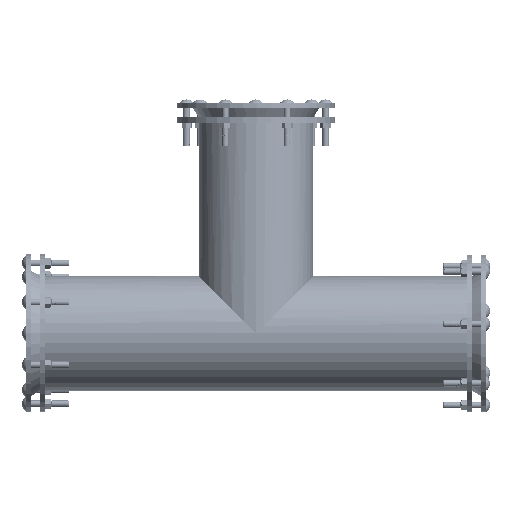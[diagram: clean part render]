
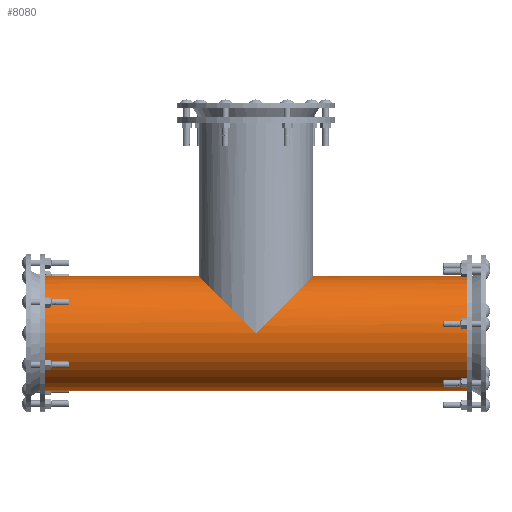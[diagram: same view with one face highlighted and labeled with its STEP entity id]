
A CAD part, front view. The second image highlights one B-rep face of the part: STEP entity #8080.
In plain terms, the highlighted cylindrical face has radius 84.201 mm (diameter 168.402 mm), a partial arc.
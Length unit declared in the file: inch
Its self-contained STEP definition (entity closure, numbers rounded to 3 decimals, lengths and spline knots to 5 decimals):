
#348 = CARTESIAN_POINT ( 'NONE',  ( 13., -3.315, 0. ) ) ;
#478 = AXIS2_PLACEMENT_3D ( 'NONE', #4017, #9006, #12622 ) ;
#499 = FACE_OUTER_BOUND ( 'NONE', #6686, .T. ) ;
#561 = EDGE_CURVE ( 'NONE', #5166, #15438, #14308, .T. ) ;
#879 = DIRECTION ( 'NONE',  ( 0., 0., 1. ) ) ;
#976 = DIRECTION ( 'NONE',  ( -1., 0., 0. ) ) ;
#1245 = EDGE_CURVE ( 'NONE', #14896, #5625, #3541, .T. ) ;
#1398 = DIRECTION ( 'NONE',  ( 0., 0., 1. ) ) ;
#1607 = VERTEX_POINT ( 'NONE', #5583 ) ;
#2226 = CARTESIAN_POINT ( 'NONE',  ( 16.315, -1.94188, 3.315 ) ) ;
#2656 = CARTESIAN_POINT ( 'NONE',  ( 0.5, 0., -3.315 ) ) ;
#2949 = EDGE_CURVE ( 'NONE', #5625, #15438, #12568, .T. ) ;
#3407 = EDGE_CURVE ( 'NONE', #13248, #5166, #4558, .T. ) ;
#3421 = EDGE_CURVE ( 'NONE', #4902, #1607, #10817, .T. ) ;
#3541 =( BOUNDED_CURVE ( )  B_SPLINE_CURVE ( 3, ( #348, #9879, #14689, #8692 ),
 .UNSPECIFIED., .F., .T. ) 
 B_SPLINE_CURVE_WITH_KNOTS ( ( 4, 4 ),
 ( 4.71239, 6.28319 ),
 .UNSPECIFIED. ) 
 CURVE ( )  GEOMETRIC_REPRESENTATION_ITEM ( )  RATIONAL_B_SPLINE_CURVE ( ( 1., 0.805, 0.805, 1. ) ) 
 REPRESENTATION_ITEM ( '' )  );
#4017 = CARTESIAN_POINT ( 'NONE',  ( 0., 0., 0. ) ) ;
#4558 = LINE ( 'NONE', #9400, #6517 ) ;
#4902 = VERTEX_POINT ( 'NONE', #5905 ) ;
#5166 = VERTEX_POINT ( 'NONE', #2656 ) ;
#5188 = ORIENTED_EDGE ( 'NONE', *, *, #7662, .T. ) ;
#5355 = CYLINDRICAL_SURFACE ( 'NONE', #478, 3.315 ) ;
#5414 = ORIENTED_EDGE ( 'NONE', *, *, #3421, .T. ) ;
#5583 = CARTESIAN_POINT ( 'NONE',  ( 16.315, 0., 3.315 ) ) ;
#5625 = VERTEX_POINT ( 'NONE', #10338 ) ;
#5905 = CARTESIAN_POINT ( 'NONE',  ( 25.5, 0., 3.315 ) ) ;
#5929 = CARTESIAN_POINT ( 'NONE',  ( 0.5, 0., 3.315 ) ) ;
#6517 = VECTOR ( 'NONE', #12938, 39.37008 ) ;
#6645 = DIRECTION ( 'NONE',  ( -1., 0., 0. ) ) ;
#6686 = EDGE_LOOP ( 'NONE', ( #7066, #14412, #5414, #5188, #8562, #13908, #10615 ) ) ;
#7000 = CARTESIAN_POINT ( 'NONE',  ( 14.94188, -3.315, 1.94188 ) ) ;
#7016 = CARTESIAN_POINT ( 'NONE',  ( 0., 0., 3.315 ) ) ;
#7066 = ORIENTED_EDGE ( 'NONE', *, *, #3407, .F. ) ;
#7068 = AXIS2_PLACEMENT_3D ( 'NONE', #13953, #9379, #879 ) ;
#7076 = CARTESIAN_POINT ( 'NONE',  ( 13., -3.315, 0. ) ) ;
#7662 = EDGE_CURVE ( 'NONE', #1607, #14896, #10948, .T. ) ;
#7786 = VECTOR ( 'NONE', #976, 39.37008 ) ;
#8080 = ADVANCED_FACE ( 'NONE', ( #499 ), #5355, .T. ) ;
#8443 = EDGE_CURVE ( 'NONE', #13248, #4902, #13888, .T. ) ;
#8562 = ORIENTED_EDGE ( 'NONE', *, *, #1245, .T. ) ;
#8692 = CARTESIAN_POINT ( 'NONE',  ( 9.685, 0., 3.315 ) ) ;
#9006 = DIRECTION ( 'NONE',  ( -1., 0., 0. ) ) ;
#9379 = DIRECTION ( 'NONE',  ( -1., 0., 0. ) ) ;
#9400 = CARTESIAN_POINT ( 'NONE',  ( 0., 0., -3.315 ) ) ;
#9525 = AXIS2_PLACEMENT_3D ( 'NONE', #9898, #11149, #1398 ) ;
#9879 = CARTESIAN_POINT ( 'NONE',  ( 11.05812, -3.315, 1.94188 ) ) ;
#9898 = CARTESIAN_POINT ( 'NONE',  ( 0.5, 0., 0. ) ) ;
#10338 = CARTESIAN_POINT ( 'NONE',  ( 9.685, 0., 3.315 ) ) ;
#10615 = ORIENTED_EDGE ( 'NONE', *, *, #561, .F. ) ;
#10817 = LINE ( 'NONE', #7016, #7786 ) ;
#10948 =( BOUNDED_CURVE ( )  B_SPLINE_CURVE ( 3, ( #13069, #2226, #7000, #7076 ),
 .UNSPECIFIED., .F., .T. ) 
 B_SPLINE_CURVE_WITH_KNOTS ( ( 4, 4 ),
 ( 3.14159, 4.71239 ),
 .UNSPECIFIED. ) 
 CURVE ( )  GEOMETRIC_REPRESENTATION_ITEM ( )  RATIONAL_B_SPLINE_CURVE ( ( 1., 0.805, 0.805, 1. ) ) 
 REPRESENTATION_ITEM ( '' )  );
#11149 = DIRECTION ( 'NONE',  ( -1., 0., 0. ) ) ;
#11395 = CARTESIAN_POINT ( 'NONE',  ( 0., 0., 3.315 ) ) ;
#11575 = VECTOR ( 'NONE', #6645, 39.37008 ) ;
#12568 = LINE ( 'NONE', #11395, #11575 ) ;
#12622 = DIRECTION ( 'NONE',  ( 0., 0., 1. ) ) ;
#12736 = CARTESIAN_POINT ( 'NONE',  ( 25.5, 0., -3.315 ) ) ;
#12938 = DIRECTION ( 'NONE',  ( -1., 0., 0. ) ) ;
#13069 = CARTESIAN_POINT ( 'NONE',  ( 16.315, 0., 3.315 ) ) ;
#13248 = VERTEX_POINT ( 'NONE', #12736 ) ;
#13888 = CIRCLE ( 'NONE', #7068, 3.315 ) ;
#13908 = ORIENTED_EDGE ( 'NONE', *, *, #2949, .T. ) ;
#13953 = CARTESIAN_POINT ( 'NONE',  ( 25.5, 0., 0. ) ) ;
#14016 = CARTESIAN_POINT ( 'NONE',  ( 13., -3.315, 0. ) ) ;
#14308 = CIRCLE ( 'NONE', #9525, 3.315 ) ;
#14412 = ORIENTED_EDGE ( 'NONE', *, *, #8443, .T. ) ;
#14689 = CARTESIAN_POINT ( 'NONE',  ( 9.685, -1.94188, 3.315 ) ) ;
#14896 = VERTEX_POINT ( 'NONE', #14016 ) ;
#15438 = VERTEX_POINT ( 'NONE', #5929 ) ;
